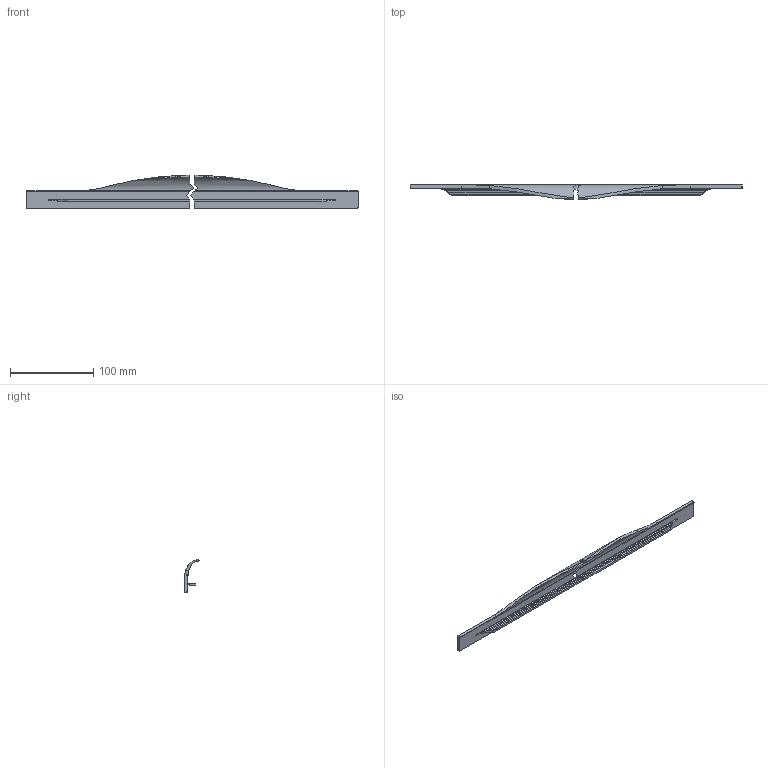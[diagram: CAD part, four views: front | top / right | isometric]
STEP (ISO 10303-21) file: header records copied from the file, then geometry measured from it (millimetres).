
FILE_DESCRIPTION(('Creo Elements/Direct Modeling STEP Export'),'2;1');
FILE_NAME('2467-....stp','2024-04-22T12:00:46',(''),(''),'Creo Elements/Direct Modeling STEP processor for AP214 (Solid Model)','Creo Elements/Direct Modeling 20.0 12-Nov-2016 (C) Parametric Technology GmbH','');
FILE_SCHEMA(('AUTOMOTIVE_DESIGN { 1 0 10303 214 1 1 1 1 }'));
Length unit declared in the file: millimetre
Products named in the file (3): 2467-395.1; 2467-395; 2467-...
Assembly tree (2 placements, depth 2):
  2467-...
    2467-395
    2467-395.1
Bounding box: 400 x 17 x 40 mm (x, y, z)
Volume: 44787.8 mm3; surface area: 35524.6 mm2
Topology: 2 solids, 2 shells, 96 faces, 268 edges, 176 vertices
Faces by surface type: plane 72, cylinder 16, extrusion 8
Entity records: 4095 total; most frequent: CARTESIAN_POINT 1629, ORIENTED_EDGE 536, DIRECTION 454, EDGE_CURVE 268, VECTOR 196, LINE 188, VERTEX_POINT 176, AXIS2_PLACEMENT_3D 129
